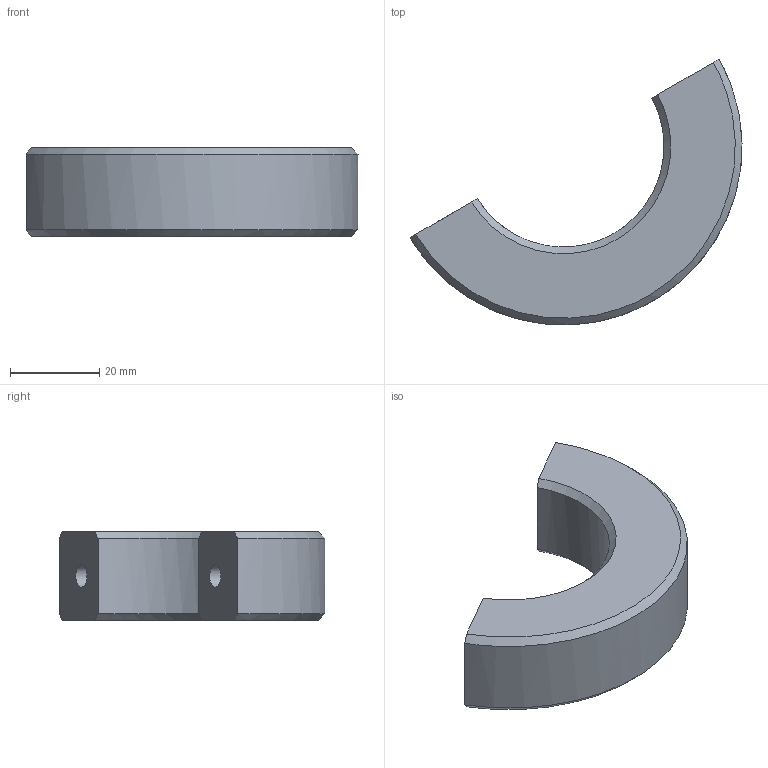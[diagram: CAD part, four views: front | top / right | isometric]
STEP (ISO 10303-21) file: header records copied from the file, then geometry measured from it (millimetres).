
FILE_DESCRIPTION (( 'STEP AP203' ), '1' );
FILE_NAME ('682-05 anillo chaveta atornillado hembra.STEP', '2021-07-19T18:46:36', ( '' ), ( '' ), 'SwSTEP 2.0', 'SolidWorks 2018', '' );
FILE_SCHEMA (( 'CONFIG_CONTROL_DESIGN' ));
Length unit declared in the file: millimetre
Products named in the file (1): 682-05 anillo chaveta atornillado hembra
Bounding box: 74.38 x 59.56 x 19.9 mm (x, y, z)
Volume: 32833.7 mm3; surface area: 8049.5 mm2
Topology: 1 solids, 1 shells, 18 faces, 52 edges, 34 vertices
Faces by surface type: bspline 18
Entity records: 946 total; most frequent: CARTESIAN_POINT 583, ORIENTED_EDGE 96, EDGE_CURVE 48, B_SPLINE_CURVE_WITH_KNOTS 39, VERTEX_POINT 34, EDGE_LOOP 20, FACE_OUTER_BOUND 18, ADVANCED_FACE 18
